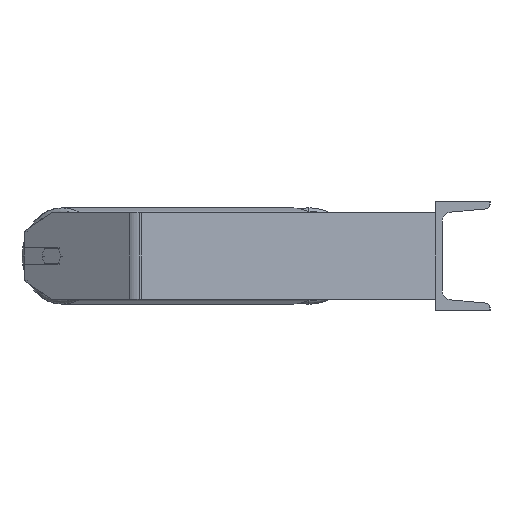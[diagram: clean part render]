
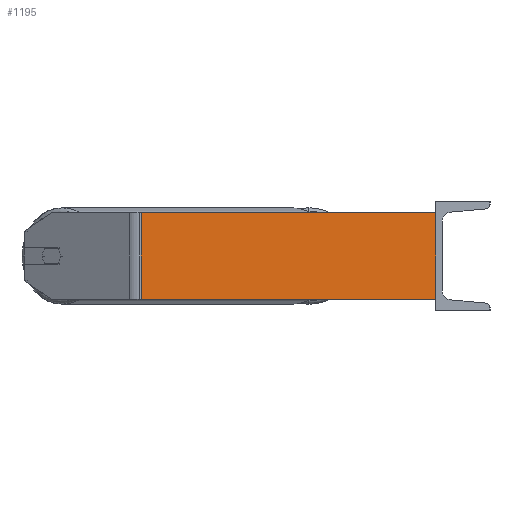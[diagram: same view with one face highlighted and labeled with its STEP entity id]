
A CAD part, left-side view. The second image highlights one B-rep face of the part: STEP entity #1195.
In plain terms, the highlighted planar face has unit normal (-0.996, -0.087, 0).
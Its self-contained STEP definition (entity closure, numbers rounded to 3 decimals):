
#51 = VERTEX_POINT ( 'NONE', #3328 ) ;
#443 = PLANE ( 'NONE',  #4611 ) ;
#451 = VERTEX_POINT ( 'NONE', #4143 ) ;
#785 = VECTOR ( 'NONE', #2875, 1000. ) ;
#1171 = FACE_OUTER_BOUND ( 'NONE', #8434, .T. ) ;
#1173 = LINE ( 'NONE', #3999, #4766 ) ;
#1195 = ADVANCED_FACE ( 'NONE', ( #1171 ), #443, .F. ) ;
#1398 = VECTOR ( 'NONE', #7097, 1000. ) ;
#1787 = DIRECTION ( 'NONE',  ( 0.996, 0.087, 0. ) ) ;
#2126 = ORIENTED_EDGE ( 'NONE', *, *, #2326, .T. ) ;
#2326 = EDGE_CURVE ( 'NONE', #8512, #3684, #1173, .T. ) ;
#2329 = CARTESIAN_POINT ( 'NONE',  ( -609.303, 277.78, -40. ) ) ;
#2347 = EDGE_CURVE ( 'NONE', #451, #51, #6159, .T. ) ;
#2603 = DIRECTION ( 'NONE',  ( -0.087, 0.996, 0. ) ) ;
#2632 = ORIENTED_EDGE ( 'NONE', *, *, #7774, .F. ) ;
#2647 = CARTESIAN_POINT ( 'NONE',  ( -585., 0., 40. ) ) ;
#2686 = DIRECTION ( 'NONE',  ( 0., 0., -1. ) ) ;
#2875 = DIRECTION ( 'NONE',  ( 0.087, -0.996, 0. ) ) ;
#2931 = CARTESIAN_POINT ( 'NONE',  ( -608.795, 271.979, 40. ) ) ;
#3328 = CARTESIAN_POINT ( 'NONE',  ( -585., 0., -40. ) ) ;
#3684 = VERTEX_POINT ( 'NONE', #5875 ) ;
#3903 = CARTESIAN_POINT ( 'NONE',  ( -609.303, 277.78, 40. ) ) ;
#3999 = CARTESIAN_POINT ( 'NONE',  ( -608.795, 271.979, 40. ) ) ;
#4143 = CARTESIAN_POINT ( 'NONE',  ( -585., 0., 40. ) ) ;
#4611 = AXIS2_PLACEMENT_3D ( 'NONE', #3903, #1787, #2603 ) ;
#4766 = VECTOR ( 'NONE', #8277, 1000. ) ;
#5529 = CARTESIAN_POINT ( 'NONE',  ( -609.303, 277.78, 40. ) ) ;
#5652 = LINE ( 'NONE', #5529, #1398 ) ;
#5875 = CARTESIAN_POINT ( 'NONE',  ( -608.795, 271.979, -40. ) ) ;
#6159 = LINE ( 'NONE', #2647, #7264 ) ;
#6394 = LINE ( 'NONE', #2329, #785 ) ;
#6895 = ORIENTED_EDGE ( 'NONE', *, *, #2347, .F. ) ;
#7097 = DIRECTION ( 'NONE',  ( 0.087, -0.996, 0. ) ) ;
#7264 = VECTOR ( 'NONE', #2686, 1000. ) ;
#7360 = ORIENTED_EDGE ( 'NONE', *, *, #7391, .T. ) ;
#7391 = EDGE_CURVE ( 'NONE', #3684, #51, #6394, .T. ) ;
#7774 = EDGE_CURVE ( 'NONE', #8512, #451, #5652, .T. ) ;
#8277 = DIRECTION ( 'NONE',  ( 0., 0., -1. ) ) ;
#8434 = EDGE_LOOP ( 'NONE', ( #7360, #6895, #2632, #2126 ) ) ;
#8512 = VERTEX_POINT ( 'NONE', #2931 ) ;
